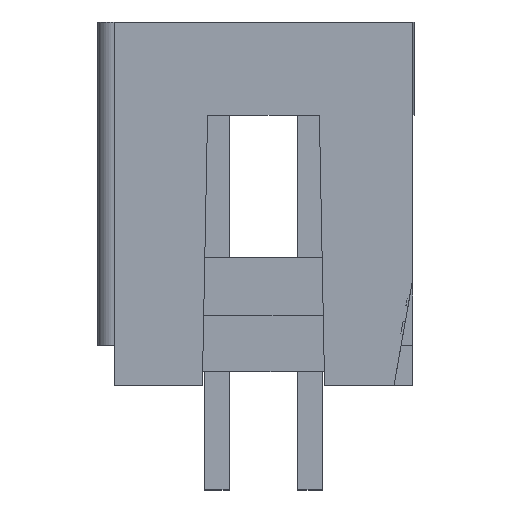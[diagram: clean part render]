
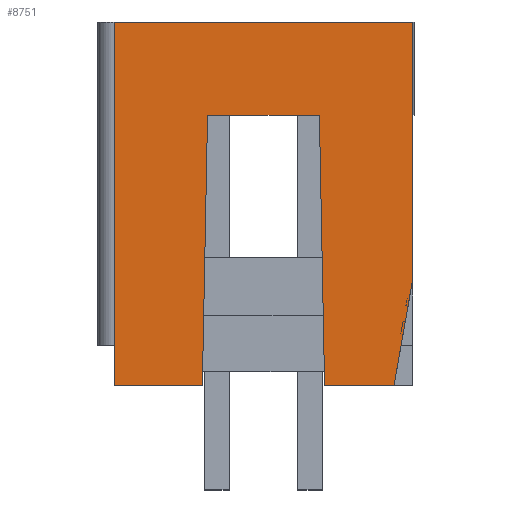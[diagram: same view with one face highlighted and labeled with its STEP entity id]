
A CAD part, left-side view. The second image highlights one B-rep face of the part: STEP entity #8751.
In plain terms, the highlighted planar face has unit normal (-1, 0, 0).
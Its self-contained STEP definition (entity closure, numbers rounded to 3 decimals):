
#5719=CARTESIAN_POINT('',(-22.708,4.064,0.005));
#5720=VERTEX_POINT('',#5719);
#5727=CARTESIAN_POINT('',(-22.708,4.064,9.911));
#5728=VERTEX_POINT('',#5727);
#5729=CARTESIAN_POINT('',(-22.708,4.064,9.911));
#5730=DIRECTION('',(0.0,0.0,-1.0));
#5731=VECTOR('',#5730,9.906);
#5732=LINE('',#5729,#5731);
#5733=EDGE_CURVE('',#5728,#5720,#5732,.T.);
#8540=CARTESIAN_POINT('',(-22.708,-1.665,0.005));
#8541=VERTEX_POINT('',#8540);
#8548=CARTESIAN_POINT('',(-22.708,-1.524,7.371));
#8549=VERTEX_POINT('',#8548);
#8550=CARTESIAN_POINT('',(-22.708,-1.665,0.005));
#8551=DIRECTION('',(0.0,0.019,1.));
#8552=VECTOR('',#8551,7.367);
#8553=LINE('',#8550,#8552);
#8554=EDGE_CURVE('',#8541,#8549,#8553,.T.);
#8609=CARTESIAN_POINT('',(-22.708,1.665,0.005));
#8610=VERTEX_POINT('',#8609);
#8611=CARTESIAN_POINT('',(-22.708,1.524,7.371));
#8612=VERTEX_POINT('',#8611);
#8613=CARTESIAN_POINT('',(-22.708,1.665,0.005));
#8614=DIRECTION('',(0.0,-0.019,1.));
#8615=VECTOR('',#8614,7.367);
#8616=LINE('',#8613,#8615);
#8617=EDGE_CURVE('',#8610,#8612,#8616,.T.);
#8699=CARTESIAN_POINT('',(-22.708,4.47,-0.49));
#8700=DIRECTION('',(-1.0,0.0,0.0));
#8701=DIRECTION('',(0.0,0.0,1.0));
#8702=AXIS2_PLACEMENT_3D('',#8699,#8700,#8701);
#8703=PLANE('',#8702);
#8704=ORIENTED_EDGE('',*,*,#8554,.F.);
#8705=CARTESIAN_POINT('',(-22.708,-3.556,0.005));
#8706=VERTEX_POINT('',#8705);
#8707=CARTESIAN_POINT('',(-22.708,-1.665,0.005));
#8708=DIRECTION('',(0.0,-1.0,0.0));
#8709=VECTOR('',#8708,1.891);
#8710=LINE('',#8707,#8709);
#8711=EDGE_CURVE('',#8541,#8706,#8710,.T.);
#8712=ORIENTED_EDGE('',*,*,#8711,.T.);
#8713=CARTESIAN_POINT('',(-22.708,-4.064,2.886));
#8714=VERTEX_POINT('',#8713);
#8715=CARTESIAN_POINT('',(-22.708,-4.064,2.886));
#8716=DIRECTION('',(0.0,0.174,-0.985));
#8717=VECTOR('',#8716,2.925);
#8718=LINE('',#8715,#8717);
#8719=EDGE_CURVE('',#8714,#8706,#8718,.T.);
#8720=ORIENTED_EDGE('',*,*,#8719,.F.);
#8721=CARTESIAN_POINT('',(-22.708,-4.064,9.911));
#8722=VERTEX_POINT('',#8721);
#8723=CARTESIAN_POINT('',(-22.708,-4.064,2.886));
#8724=DIRECTION('',(0.0,0.0,1.0));
#8725=VECTOR('',#8724,7.025);
#8726=LINE('',#8723,#8725);
#8727=EDGE_CURVE('',#8714,#8722,#8726,.T.);
#8728=ORIENTED_EDGE('',*,*,#8727,.T.);
#8729=CARTESIAN_POINT('',(-22.708,4.064,9.911));
#8730=DIRECTION('',(0.0,-1.0,0.0));
#8731=VECTOR('',#8730,8.128);
#8732=LINE('',#8729,#8731);
#8733=EDGE_CURVE('',#5728,#8722,#8732,.T.);
#8734=ORIENTED_EDGE('',*,*,#8733,.F.);
#8735=ORIENTED_EDGE('',*,*,#5733,.T.);
#8736=CARTESIAN_POINT('',(-22.708,4.064,0.005));
#8737=DIRECTION('',(0.0,-1.0,0.0));
#8738=VECTOR('',#8737,2.399);
#8739=LINE('',#8736,#8738);
#8740=EDGE_CURVE('',#5720,#8610,#8739,.T.);
#8741=ORIENTED_EDGE('',*,*,#8740,.T.);
#8742=ORIENTED_EDGE('',*,*,#8617,.T.);
#8743=CARTESIAN_POINT('',(-22.708,1.524,7.371));
#8744=DIRECTION('',(0.0,-1.0,0.0));
#8745=VECTOR('',#8744,3.048);
#8746=LINE('',#8743,#8745);
#8747=EDGE_CURVE('',#8612,#8549,#8746,.T.);
#8748=ORIENTED_EDGE('',*,*,#8747,.T.);
#8749=EDGE_LOOP('',(#8704,#8712,#8720,#8728,#8734,#8735,#8741,#8742,#8748));
#8750=FACE_OUTER_BOUND('',#8749,.T.);
#8751=ADVANCED_FACE('',(#8750),#8703,.T.);
